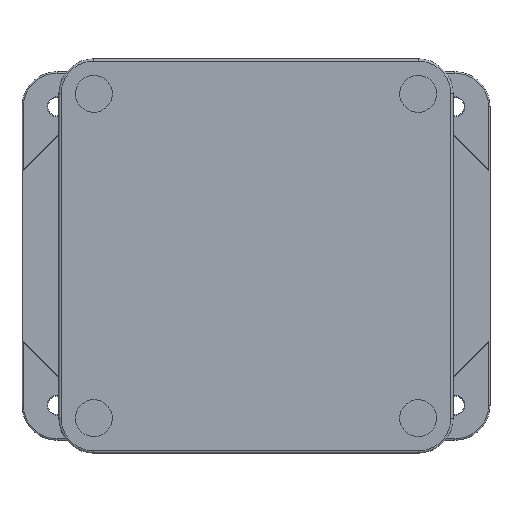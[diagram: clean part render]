
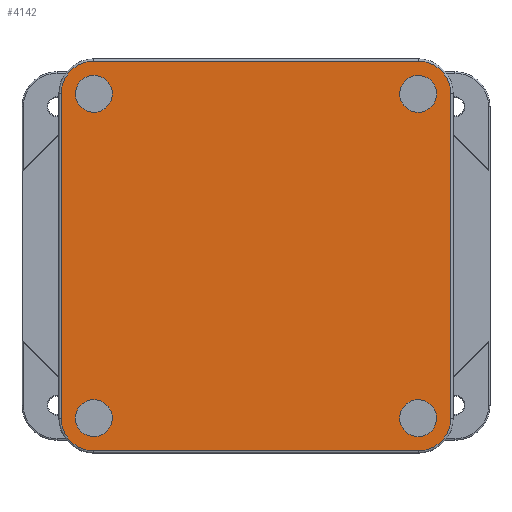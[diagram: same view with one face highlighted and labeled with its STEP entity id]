
A CAD part, front view. The second image highlights one B-rep face of the part: STEP entity #4142.
In plain terms, the highlighted planar face has unit normal (0, -1, 0).
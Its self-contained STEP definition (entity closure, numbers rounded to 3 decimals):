
#227=FACE_BOUND('',#766,.T.);
#228=FACE_BOUND('',#767,.T.);
#229=FACE_BOUND('',#768,.T.);
#230=FACE_BOUND('',#769,.T.);
#289=PLANE('',#4544);
#480=FACE_OUTER_BOUND('',#765,.T.);
#765=EDGE_LOOP('',(#3070,#3071,#3072,#3073,#3074,#3075,#3076,#3077));
#766=EDGE_LOOP('',(#3078));
#767=EDGE_LOOP('',(#3079));
#768=EDGE_LOOP('',(#3080));
#769=EDGE_LOOP('',(#3081));
#1013=LINE('',#6877,#1249);
#1014=LINE('',#6885,#1250);
#1015=LINE('',#6893,#1251);
#1016=LINE('',#6901,#1252);
#1249=VECTOR('',#5217,10.);
#1250=VECTOR('',#5228,10.);
#1251=VECTOR('',#5239,10.);
#1252=VECTOR('',#5250,10.);
#1497=CIRCLE('',#4490,44.5);
#1500=CIRCLE('',#4495,44.5);
#1503=CIRCLE('',#4500,44.5);
#1505=CIRCLE('',#4504,44.5);
#1533=CIRCLE('',#4545,25.);
#1534=CIRCLE('',#4546,25.);
#1535=CIRCLE('',#4547,25.);
#1536=CIRCLE('',#4548,25.);
#1790=VERTEX_POINT('',#6873);
#1791=VERTEX_POINT('',#6875);
#1792=VERTEX_POINT('',#6879);
#1793=VERTEX_POINT('',#6883);
#1794=VERTEX_POINT('',#6887);
#1795=VERTEX_POINT('',#6891);
#1796=VERTEX_POINT('',#6895);
#1797=VERTEX_POINT('',#6899);
#1809=VERTEX_POINT('',#7647);
#1810=VERTEX_POINT('',#7649);
#1811=VERTEX_POINT('',#7651);
#1812=VERTEX_POINT('',#7653);
#2202=EDGE_CURVE('',#1791,#1790,#1013,.T.);
#2204=EDGE_CURVE('',#1792,#1791,#1497,.T.);
#2206=EDGE_CURVE('',#1793,#1792,#1014,.T.);
#2208=EDGE_CURVE('',#1794,#1793,#1500,.T.);
#2210=EDGE_CURVE('',#1795,#1794,#1015,.T.);
#2212=EDGE_CURVE('',#1796,#1795,#1503,.T.);
#2214=EDGE_CURVE('',#1797,#1796,#1016,.T.);
#2215=EDGE_CURVE('',#1790,#1797,#1505,.T.);
#2254=EDGE_CURVE('',#1809,#1809,#1533,.T.);
#2255=EDGE_CURVE('',#1810,#1810,#1534,.T.);
#2256=EDGE_CURVE('',#1811,#1811,#1535,.T.);
#2257=EDGE_CURVE('',#1812,#1812,#1536,.T.);
#3070=ORIENTED_EDGE('',*,*,#2215,.F.);
#3071=ORIENTED_EDGE('',*,*,#2202,.F.);
#3072=ORIENTED_EDGE('',*,*,#2204,.F.);
#3073=ORIENTED_EDGE('',*,*,#2206,.F.);
#3074=ORIENTED_EDGE('',*,*,#2208,.F.);
#3075=ORIENTED_EDGE('',*,*,#2210,.F.);
#3076=ORIENTED_EDGE('',*,*,#2212,.F.);
#3077=ORIENTED_EDGE('',*,*,#2214,.F.);
#3078=ORIENTED_EDGE('',*,*,#2254,.T.);
#3079=ORIENTED_EDGE('',*,*,#2255,.T.);
#3080=ORIENTED_EDGE('',*,*,#2256,.T.);
#3081=ORIENTED_EDGE('',*,*,#2257,.T.);
#4142=ADVANCED_FACE('',(#480,#227,#228,#229,#230),#289,.T.);
#4490=AXIS2_PLACEMENT_3D('',#6881,#5222,#5223);
#4495=AXIS2_PLACEMENT_3D('',#6889,#5233,#5234);
#4500=AXIS2_PLACEMENT_3D('',#6897,#5244,#5245);
#4504=AXIS2_PLACEMENT_3D('',#6903,#5253,#5254);
#4544=AXIS2_PLACEMENT_3D('',#7646,#5337,#5338);
#4545=AXIS2_PLACEMENT_3D('',#7648,#5339,#5340);
#4546=AXIS2_PLACEMENT_3D('',#7650,#5341,#5342);
#4547=AXIS2_PLACEMENT_3D('',#7652,#5343,#5344);
#4548=AXIS2_PLACEMENT_3D('',#7654,#5345,#5346);
#5217=DIRECTION('',(0.,0.,1.));
#5222=DIRECTION('center_axis',(0.,1.,0.));
#5223=DIRECTION('ref_axis',(-0.707,0.,-0.707));
#5228=DIRECTION('',(-1.,0.,0.));
#5233=DIRECTION('center_axis',(0.,1.,0.));
#5234=DIRECTION('ref_axis',(0.707,0.,-0.707));
#5239=DIRECTION('',(0.,0.,-1.));
#5244=DIRECTION('center_axis',(0.,1.,0.));
#5245=DIRECTION('ref_axis',(0.707,0.,0.707));
#5250=DIRECTION('',(1.,0.,0.));
#5253=DIRECTION('center_axis',(0.,1.,0.));
#5254=DIRECTION('ref_axis',(-0.707,0.,0.707));
#5337=DIRECTION('center_axis',(0.,-1.,0.));
#5338=DIRECTION('ref_axis',(0.,0.,-1.));
#5339=DIRECTION('center_axis',(0.,1.,0.));
#5340=DIRECTION('ref_axis',(0.941,0.,0.338));
#5341=DIRECTION('center_axis',(0.,1.,0.));
#5342=DIRECTION('ref_axis',(0.941,0.,0.338));
#5343=DIRECTION('center_axis',(0.,1.,0.));
#5344=DIRECTION('ref_axis',(0.941,0.,0.338));
#5345=DIRECTION('center_axis',(0.,1.,0.));
#5346=DIRECTION('ref_axis',(0.941,0.,0.338));
#6873=CARTESIAN_POINT('',(-532.,0.,487.5));
#6875=CARTESIAN_POINT('',(-532.,0.,47.5));
#6877=CARTESIAN_POINT('',(-532.,0.,157.5));
#6879=CARTESIAN_POINT('',(-487.5,0.,3.));
#6881=CARTESIAN_POINT('Origin',(-487.5,0.,47.5));
#6883=CARTESIAN_POINT('',(-47.5,0.,3.));
#6885=CARTESIAN_POINT('',(-157.5,0.,3.));
#6887=CARTESIAN_POINT('',(-3.,0.,47.5));
#6889=CARTESIAN_POINT('Origin',(-47.5,0.,47.5));
#6891=CARTESIAN_POINT('',(-3.,0.,487.5));
#6893=CARTESIAN_POINT('',(-3.,0.,377.5));
#6895=CARTESIAN_POINT('',(-47.5,0.,532.));
#6897=CARTESIAN_POINT('Origin',(-47.5,0.,487.5));
#6899=CARTESIAN_POINT('',(-487.5,0.,532.));
#6901=CARTESIAN_POINT('',(-377.5,0.,532.));
#6903=CARTESIAN_POINT('Origin',(-487.5,0.,487.5));
#7646=CARTESIAN_POINT('Origin',(-267.5,0.,267.5));
#7647=CARTESIAN_POINT('',(-71.03,0.,479.054));
#7648=CARTESIAN_POINT('Origin',(-47.5,0.,
487.5));
#7649=CARTESIAN_POINT('',(-71.03,0.,39.054));
#7650=CARTESIAN_POINT('Origin',(-47.5,0.,47.5));
#7651=CARTESIAN_POINT('',(-511.03,0.,39.054));
#7652=CARTESIAN_POINT('Origin',(-487.5,0.,47.5));
#7653=CARTESIAN_POINT('',(-511.03,0.,479.054));
#7654=CARTESIAN_POINT('Origin',(-487.5,0.,487.5));
